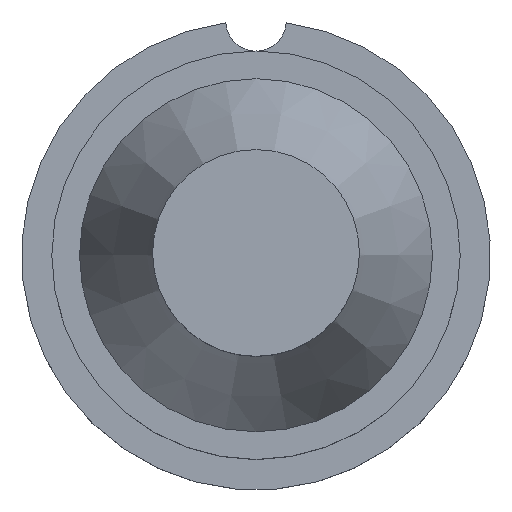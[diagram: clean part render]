
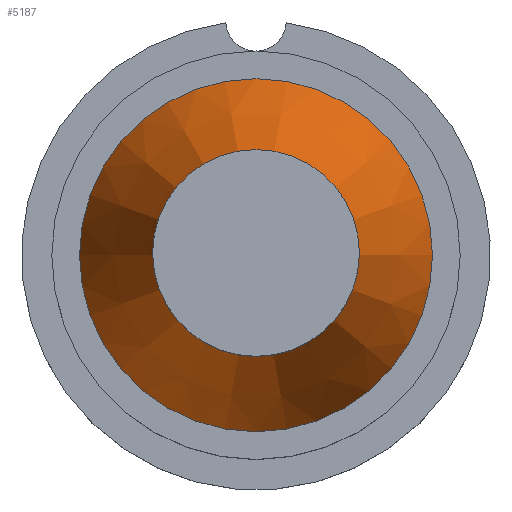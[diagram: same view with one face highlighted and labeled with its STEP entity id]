
A CAD part, top view. The second image highlights one B-rep face of the part: STEP entity #5187.
In plain terms, the highlighted conical face has half-angle 21.801 degrees and reference radius 7.5 mm.
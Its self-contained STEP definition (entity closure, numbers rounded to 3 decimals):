
#13=CONICAL_SURFACE($,#5389,7.5,21.801);
#196=FACE_BOUND($,#1235,.T.);
#895=FACE_OUTER_BOUND($,#1234,.T.);
#1234=EDGE_LOOP($,(#4861));
#1235=EDGE_LOOP($,(#4862));
#1280=CIRCLE($,#5388,7.5);
#1281=CIRCLE($,#5390,17.5);
#2668=VERTEX_POINT($,#9815);
#2669=VERTEX_POINT($,#9818);
#3404=EDGE_CURVE($,#2668,#2668,#1280,.T.);
#3405=EDGE_CURVE($,#2669,#2669,#1281,.T.);
#4861=ORIENTED_EDGE($,*,*,#3404,.T.);
#4862=ORIENTED_EDGE($,*,*,#3405,.F.);
#5187=ADVANCED_FACE($,(#895,#196),#13,.T.);
#5388=AXIS2_PLACEMENT_3D($,#9816,#6226,#6227);
#5389=AXIS2_PLACEMENT_3D($,#9817,#6228,#6229);
#5390=AXIS2_PLACEMENT_3D($,#9819,#6230,#6231);
#6226=DIRECTION('center_axis',(0.,0.,-1.));
#6227=DIRECTION('ref_axis',(-1.,0.,0.));
#6228=DIRECTION('center_axis',(0.,0.,-1.));
#6229=DIRECTION('ref_axis',(1.,0.,0.));
#6230=DIRECTION('center_axis',(0.,0.,-1.));
#6231=DIRECTION('ref_axis',(1.,0.,0.));
#9815=CARTESIAN_POINT('',(-7.5,0.,54.));
#9816=CARTESIAN_POINT('Origin',(0.,0.,54.));
#9817=CARTESIAN_POINT('Origin',(0.,0.,54.));
#9818=CARTESIAN_POINT('',(-17.5,0.,29.));
#9819=CARTESIAN_POINT('Origin',(0.,0.,29.));
